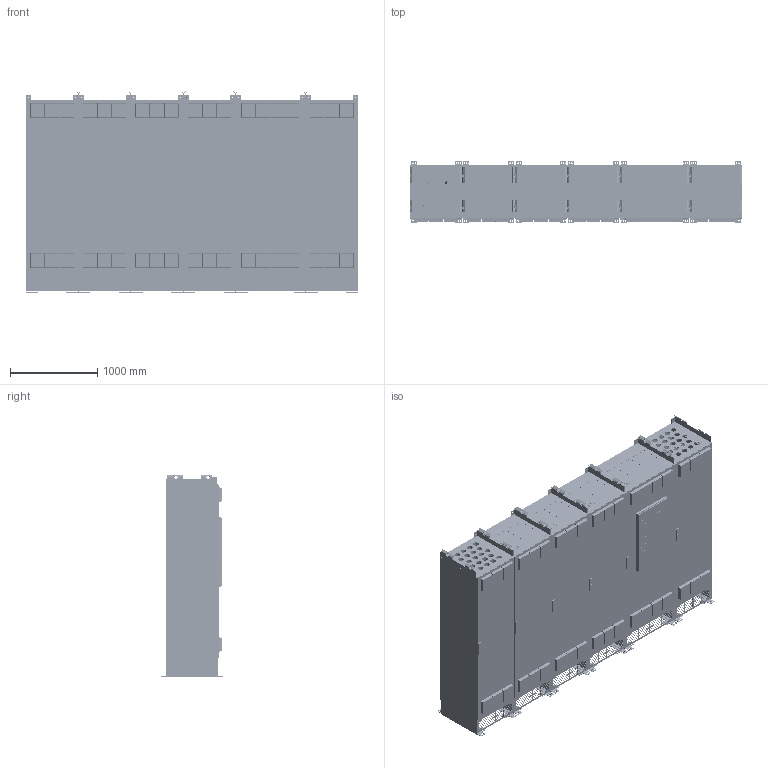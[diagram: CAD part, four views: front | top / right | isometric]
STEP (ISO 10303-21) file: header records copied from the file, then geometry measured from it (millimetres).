
FILE_DESCRIPTION(/* description */ (''),/* implementation_level */ '2;1');
FILE_NAME(/* name */ '181K5198.stp',/* time_stamp */ '2026-02-19T08:15:17+02:00',/* author */ (''),/* organization */ (''),/* preprocessor_version */ 'ST-DEVELOPER v20',/* originating_system */ 'SIEMENS PLM Software NX2312.3002',/* authorisation */ '');
FILE_SCHEMA (('AUTOMOTIVE_DESIGN { 1 0 10303 214 3 1 1 1 }'));
Products named in the file (15): 181K4962; 181K4911; 181K4892; 181K4896; 181K4907; 181K4890; 181K4894; 181K4903; 181K4943; 181K4942; 181K5200; 181K4960; 181K4941; 181K4929; 181K5198
Assembly tree (20 placements, depth 3):
  181K5198
    181K4942
    181K4929  x3
      181K4903
      181K4894
      181K4890
    181K4941
      181K4907
      181K4896
      181K4892
    181K4960
      181K4911
      181K4894
      181K4890
    181K4943
    181K5200
      181K4890
      181K4894
      181K4962
Bounding box: 3800 x 706.8 x 2302.5 mm (x, y, z)
Volume: 2148852661.3 mm3; surface area: 113351344.7 mm2
Topology: 20 solids, 77 shells, 9226 faces, 25248 edges, 16726 vertices
Faces by surface type: plane 7498, cylinder 1089, torus 288, extrusion 202, cone 92, bspline 57
Full cylindrical faces by diameter (mm): 3 x6, 6.5 x12, 7 x9, 8 x1, 8.5 x6, 10 x36, 10.5 x56, 12 x18, 12.2 x23, 13 x35, 15 x12, 15.5 x96, 18 x30, 19.788 x6, 25.854 x3, 26 x9, 28 x1, 28.338 x1, 28.472 x1, 46 x60, 65 x52
Entity records: 254139 total; most frequent: CARTESIAN_POINT 48113, ORIENTED_EDGE 35550, DIRECTION 32123, EDGE_CURVE 17775, VECTOR 15713, LINE 15531, VERTEX_POINT 12105, EDGE_LOOP 8922
